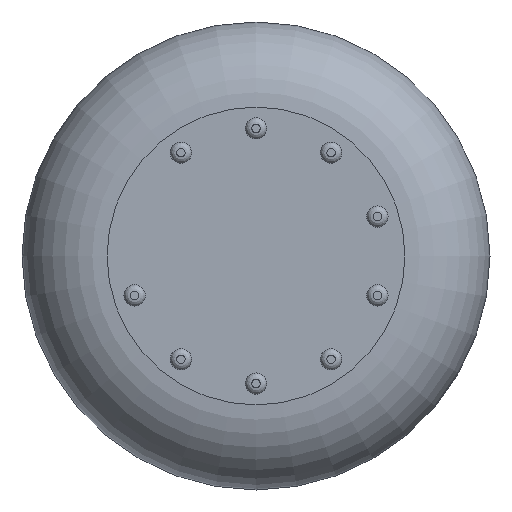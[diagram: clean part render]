
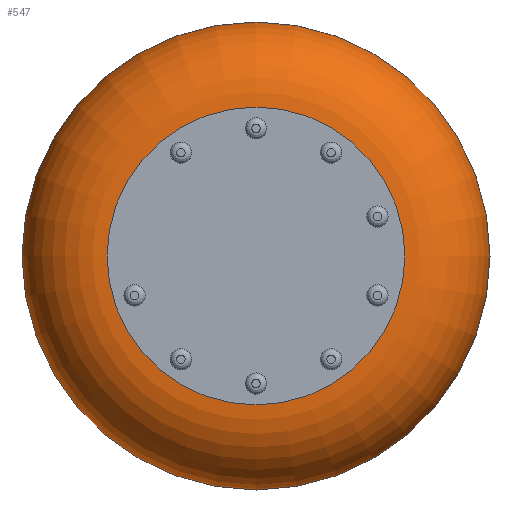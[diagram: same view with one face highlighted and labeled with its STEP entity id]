
A CAD part, front view. The second image highlights one B-rep face of the part: STEP entity #547.
In plain terms, the highlighted toroidal (fillet/blend) face has major radius 7 mm and minor radius 4 mm.
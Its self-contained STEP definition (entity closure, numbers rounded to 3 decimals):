
#15=TOROIDAL_SURFACE('',#651,7.,4.);
#128=FACE_OUTER_BOUND('',#172,.T.);
#172=EDGE_LOOP('',(#468,#469,#470,#471,#472));
#225=CIRCLE('',#650,7.);
#226=CIRCLE('',#652,4.);
#227=CIRCLE('',#653,11.);
#228=CIRCLE('',#654,11.);
#276=VERTEX_POINT('',#1237);
#277=VERTEX_POINT('',#1240);
#278=VERTEX_POINT('',#1242);
#342=EDGE_CURVE('',#276,#276,#225,.T.);
#343=EDGE_CURVE('',#276,#277,#226,.T.);
#344=EDGE_CURVE('',#277,#278,#227,.T.);
#345=EDGE_CURVE('',#278,#277,#228,.T.);
#468=ORIENTED_EDGE('',*,*,#342,.F.);
#469=ORIENTED_EDGE('',*,*,#343,.T.);
#470=ORIENTED_EDGE('',*,*,#344,.T.);
#471=ORIENTED_EDGE('',*,*,#345,.T.);
#472=ORIENTED_EDGE('',*,*,#343,.F.);
#547=ADVANCED_FACE('',(#128),#15,.F.);
#650=AXIS2_PLACEMENT_3D('',#1238,#829,#830);
#651=AXIS2_PLACEMENT_3D('',#1239,#831,#832);
#652=AXIS2_PLACEMENT_3D('',#1241,#833,#834);
#653=AXIS2_PLACEMENT_3D('',#1243,#835,#836);
#654=AXIS2_PLACEMENT_3D('',#1244,#837,#838);
#829=DIRECTION('center_axis',(0.,1.,0.));
#830=DIRECTION('ref_axis',(1.,0.,0.));
#831=DIRECTION('center_axis',(0.,1.,0.));
#832=DIRECTION('ref_axis',(0.,0.,1.));
#833=DIRECTION('center_axis',(1.,0.,0.));
#834=DIRECTION('ref_axis',(0.,0.,-1.));
#835=DIRECTION('center_axis',(0.,1.,0.));
#836=DIRECTION('ref_axis',(1.,0.,0.));
#837=DIRECTION('center_axis',(0.,1.,0.));
#838=DIRECTION('ref_axis',(1.,0.,0.));
#1237=CARTESIAN_POINT('',(11.,0.,-7.));
#1238=CARTESIAN_POINT('Origin',(11.,0.,0.));
#1239=CARTESIAN_POINT('Origin',(11.,4.,0.));
#1240=CARTESIAN_POINT('',(11.,4.,-11.));
#1241=CARTESIAN_POINT('Origin',(11.,4.,-7.));
#1242=CARTESIAN_POINT('',(22.,4.,0.));
#1243=CARTESIAN_POINT('Origin',(11.,4.,0.));
#1244=CARTESIAN_POINT('Origin',(11.,4.,0.));
